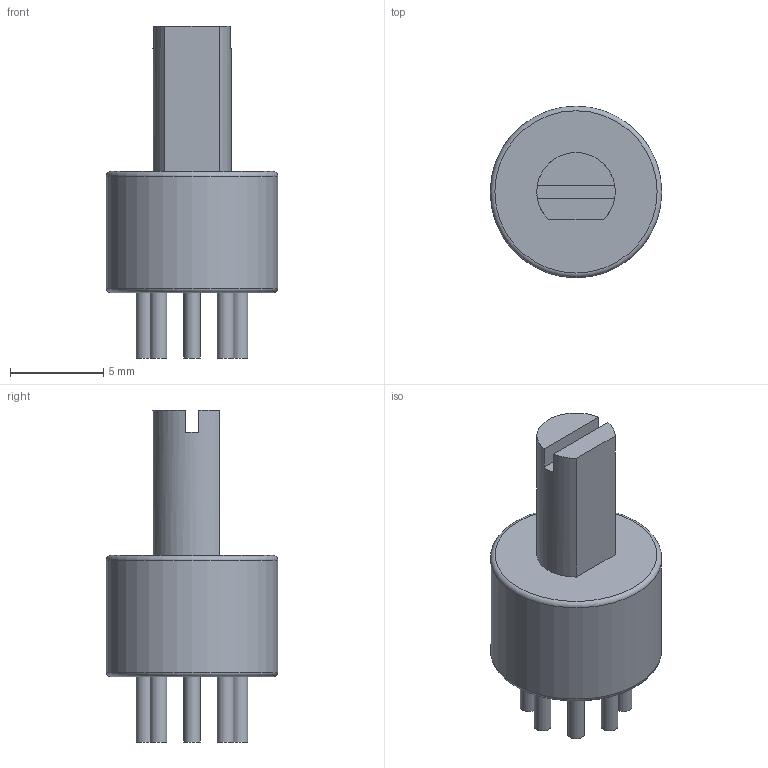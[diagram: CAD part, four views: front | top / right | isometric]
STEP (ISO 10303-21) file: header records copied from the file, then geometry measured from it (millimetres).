
FILE_DESCRIPTION(('FreeCAD Model'),'2;1');
FILE_NAME('Open CASCADE Shape Model','2024-12-24T12:30:53',(''),(''), 'Open CASCADE STEP processor 7.8','FreeCAD','Unknown');
FILE_SCHEMA(('AUTOMOTIVE_DESIGN { 1 0 10303 214 1 1 1 1 }'));
Length unit declared in the file: millimetre
Products named in the file (1): Body
Bounding box: 9.2 x 9.2 x 17.8 mm (x, y, z)
Volume: 544.2 mm3; surface area: 502.4 mm2
Topology: 1 solids, 1 shells, 28 faces, 51 edges, 34 vertices
Faces by surface type: plane 16, cylinder 10, torus 2
Full cylindrical faces by diameter (mm): 0.9 x8, 9.2 x1
Entity records: 727 total; most frequent: DIRECTION 139, CARTESIAN_POINT 114, ORIENTED_EDGE 102, AXIS2_PLACEMENT_3D 59, EDGE_CURVE 51, FACE_BOUND 37, EDGE_LOOP 37, VERTEX_POINT 34
